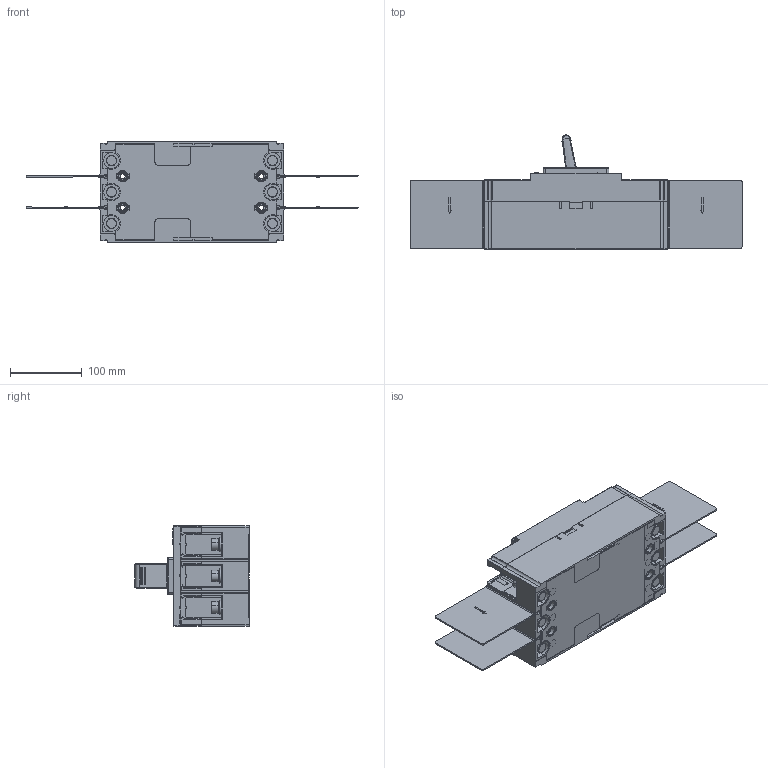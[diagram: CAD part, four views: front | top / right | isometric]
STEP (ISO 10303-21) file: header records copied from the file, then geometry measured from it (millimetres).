
FILE_DESCRIPTION((''),'2;1');
FILE_NAME('2256M1673_ASM_1_ASM','2022-11-29T08:15:38',('jinj3'),(''),'CREO PARAMETRIC BY PTC INC, 2020044','CREO PARAMETRIC BY PTC INC, 2020044','');
FILE_SCHEMA(('CONFIG_CONTROL_DESIGN','SHAPE_APPEARANCE_LAYERS_GROUPS'));
Products named in the file (30): 8ZTD_024_641AA_8; 5ZTD_024_641_AF0_ASM_1_ASM; 8ZTD_946_085_4; 8ZTD_552_075_2_14; 5ZTD_552_419_2_ASM_8_ASM; 8ZTD_420_490_6; 5ZTD_552_435_ASM_8_ASM; 5ZTD_559_531_1_ASM_12_ASM; 5ZTD_615_663_ASM_22_ASM; 5ZTD_200_115_ASM_1_ASM; 5ZTD_559_539_ASM_1_ASM; 5ZTD_859_021_ASM_2_ASM; 5ZTD_259_080_ASM_1_ASM; 5ZTD_233_128_ASM_4_ASM; 5ZTD_295_181_ASM_1_ASM; 5ZTD_295_461_AF0_ASM_1_ASM; 5ZTD_040_084_ASM_1_ASM; SP110035_7; 8ZTD_742_1682_2; 8ZTD_742_1658_5; 8ZTD_742_1659_5; 5ZTD_850_101_4; 5022M1686_ASM_1_ASM; 8ZTD_253_997_AF0_6; 8315M1696_1; 8ZTD_253_051_2; 5315M1662_AF0_ASM_1_ASM; SP070402_1; 8ZTD_742_1963; 2256M1673_ASM_1_ASM
Assembly tree (59 placements, depth 6):
  2256M1673_ASM_1_ASM
    5022M1686_ASM_1_ASM
      5ZTD_024_641_AF0_ASM_1_ASM
        8ZTD_024_641AA_8
      8ZTD_946_085_4  x6
      5ZTD_552_419_2_ASM_8_ASM  x3
        8ZTD_552_075_2_14
      5ZTD_559_539_ASM_1_ASM
        5ZTD_615_663_ASM_22_ASM  x3
          5ZTD_559_531_1_ASM_12_ASM
            8ZTD_420_490_6
            5ZTD_552_435_ASM_8_ASM
        5ZTD_200_115_ASM_1_ASM
      5ZTD_859_021_ASM_2_ASM  x3
      5ZTD_295_461_AF0_ASM_1_ASM
        5ZTD_295_181_ASM_1_ASM
          5ZTD_259_080_ASM_1_ASM
          5ZTD_233_128_ASM_4_ASM
      5ZTD_040_084_ASM_1_ASM
      SP110035_7  x3
      8ZTD_742_1682_2
      8ZTD_742_1658_5  x3
      8ZTD_742_1659_5  x3
      5ZTD_850_101_4  x6
    8ZTD_253_997_AF0_6
    5315M1662_AF0_ASM_1_ASM
      8315M1696_1
      8ZTD_253_051_2
    SP070402_1  x6
    8ZTD_742_1963  x4
Bounding box: 464 x 159.54 x 140 mm (x, y, z)
Volume: 917126.2 mm3; surface area: 562118.5 mm2
Topology: 42 solids, 69 shells, 3777 faces, 10192 edges, 6608 vertices
Faces by surface type: plane 2233, cylinder 1054, torus 177, cone 128, extrusion 90, bspline 49, sphere 46
Entity records: 108802 total; most frequent: CARTESIAN_POINT 21117, ORIENTED_EDGE 16338, DIRECTION 15635, EDGE_CURVE 8183, VECTOR 5561, LINE 5471, VERTEX_POINT 5369, AXIS2_PLACEMENT_3D 5037
